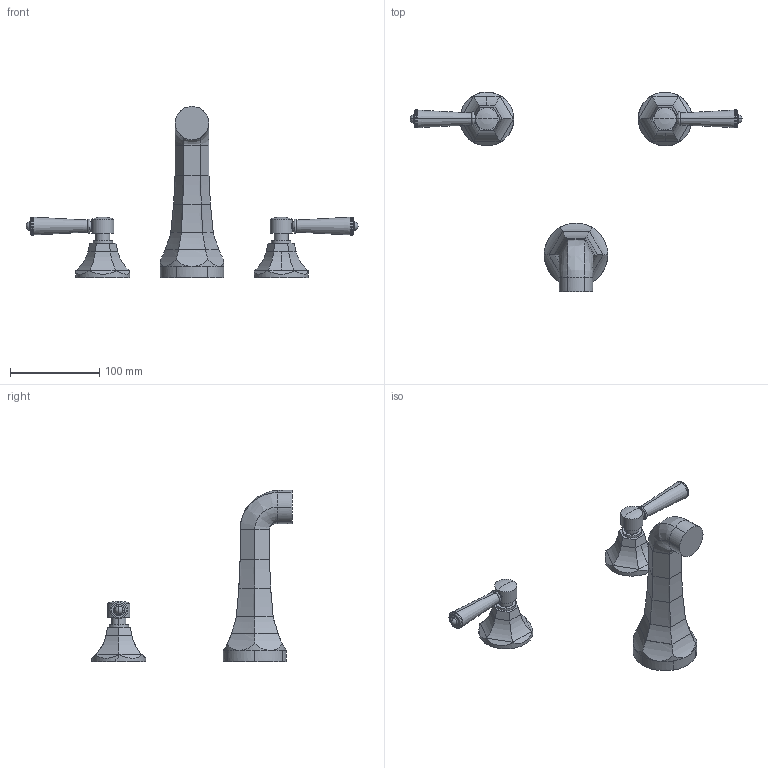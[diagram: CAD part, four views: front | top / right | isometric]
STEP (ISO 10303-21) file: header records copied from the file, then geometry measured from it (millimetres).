
FILE_DESCRIPTION((''),'2;1');
FILE_NAME('3-1205_SW0002','2020-12-01T09:19:22',('rsmith'),(''),'CREO PARAMETRIC BY PTC INC, 2018400','CREO PARAMETRIC BY PTC INC, 2018400','');
FILE_SCHEMA(('AUTOMOTIVE_DESIGN { 1 0 10303 214 1 1 1 1 }'));
Length unit declared in the file: inch
Products named in the file (1): 3-1205_SW0002
Bounding box: 372.36 x 224.35 x 192.07 mm (x, y, z)
Volume: 469762.3 mm3; surface area: 65450 mm2
Topology: 3 solids, 3 shells, 178 faces, 426 edges, 258 vertices
Faces by surface type: cylinder 54, plane 46, bspline 42, torus 16, cone 12, sphere 8
Entity records: 12099 total; most frequent: CARTESIAN_POINT 5220, ORIENTED_EDGE 836, DIRECTION 732, PRESENTATION_STYLE_ASSIGNMENT 599, STYLED_ITEM 425, CURVE_STYLE 418, EDGE_CURVE 418, AXIS2_PLACEMENT_3D 282
